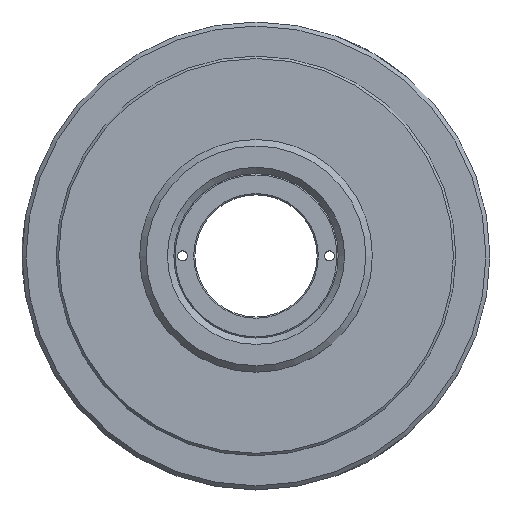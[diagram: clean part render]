
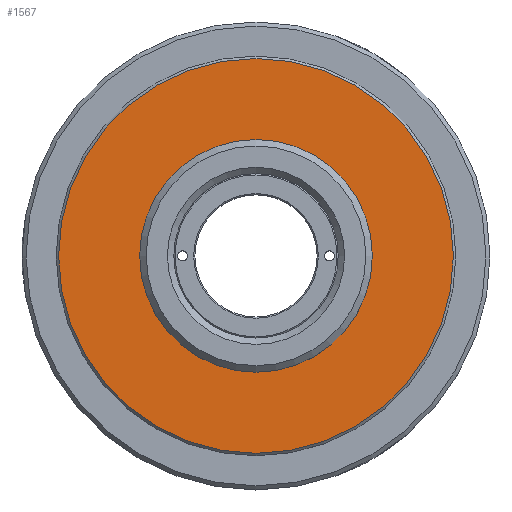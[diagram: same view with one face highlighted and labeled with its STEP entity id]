
A CAD part, top view. The second image highlights one B-rep face of the part: STEP entity #1567.
In plain terms, the highlighted planar face has unit normal (0, 0, 1).
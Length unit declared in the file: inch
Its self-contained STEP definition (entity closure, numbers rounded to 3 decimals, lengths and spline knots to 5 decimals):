
#1524=CARTESIAN_POINT('',(1.215,0.,-0.23));
#1525=VERTEX_POINT('',#1524);
#1526=CARTESIAN_POINT('',(0.,0.0,-0.23));
#1527=DIRECTION('',(0.0,0.0,-1.0));
#1528=DIRECTION('',(-1.0,0.0,0.0));
#1529=AXIS2_PLACEMENT_3D('',#1526,#1527,#1528);
#1530=CIRCLE('',#1529,1.215);
#1531=EDGE_CURVE('',#1525,#1525,#1530,.T.);
#1548=CARTESIAN_POINT('',(0.0,1.045,-0.23));
#1549=DIRECTION('',(0.0,0.0,1.0));
#1550=DIRECTION('',(1.0,0.0,0.0));
#1551=AXIS2_PLACEMENT_3D('',#1548,#1549,#1550);
#1552=PLANE('',#1551);
#1553=ORIENTED_EDGE('',*,*,#1531,.F.);
#1554=EDGE_LOOP('',(#1553));
#1555=FACE_OUTER_BOUND('',#1554,.T.);
#1556=CARTESIAN_POINT('',(0.0,0.675,-0.23));
#1557=VERTEX_POINT('',#1556);
#1558=CARTESIAN_POINT('',(0.0,0.0,-0.23));
#1559=DIRECTION('',(0.0,0.0,1.0));
#1560=DIRECTION('',(0.0,1.0,0.0));
#1561=AXIS2_PLACEMENT_3D('',#1558,#1559,#1560);
#1562=CIRCLE('',#1561,0.675);
#1563=EDGE_CURVE('',#1557,#1557,#1562,.T.);
#1564=ORIENTED_EDGE('',*,*,#1563,.F.);
#1565=EDGE_LOOP('',(#1564));
#1566=FACE_BOUND('',#1565,.T.);
#1567=ADVANCED_FACE('',(#1555,#1566),#1552,.T.);
